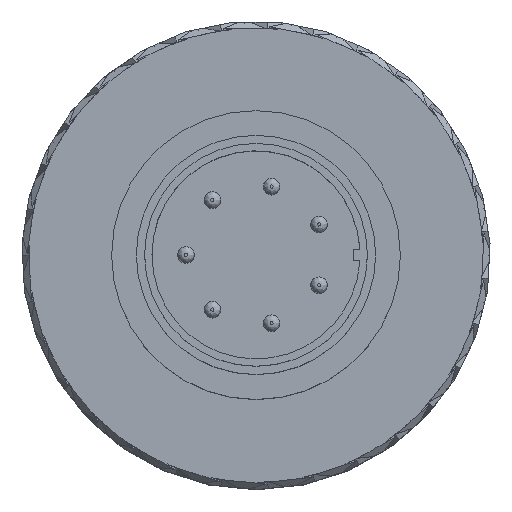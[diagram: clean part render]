
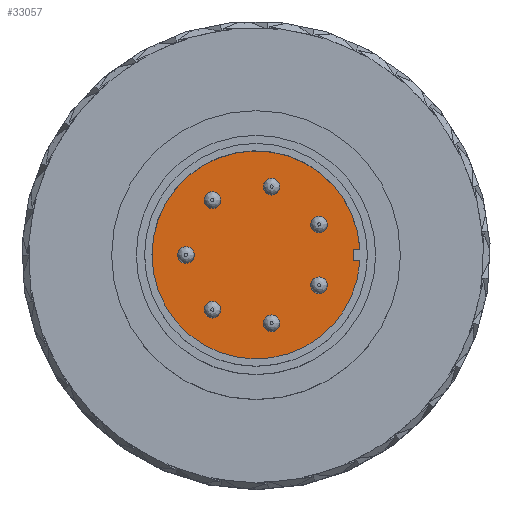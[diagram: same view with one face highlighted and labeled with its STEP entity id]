
A CAD part, top view. The second image highlights one B-rep face of the part: STEP entity #33057.
In plain terms, the highlighted planar face has unit normal (0, 0, 1).
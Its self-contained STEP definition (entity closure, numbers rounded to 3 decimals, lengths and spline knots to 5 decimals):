
#282=FACE_BOUND('',#4377,.T.);
#283=FACE_BOUND('',#4378,.T.);
#284=FACE_BOUND('',#4379,.T.);
#285=FACE_BOUND('',#4380,.T.);
#286=FACE_BOUND('',#4381,.T.);
#287=FACE_BOUND('',#4382,.T.);
#288=FACE_BOUND('',#4383,.T.);
#366=CIRCLE('',#36291,0.01);
#370=CIRCLE('',#36297,0.01);
#374=CIRCLE('',#36303,0.01);
#378=CIRCLE('',#36309,0.01);
#382=CIRCLE('',#36315,0.01);
#386=CIRCLE('',#36321,0.01);
#390=CIRCLE('',#36327,0.01);
#391=CIRCLE('',#36332,0.12612);
#2273=FACE_OUTER_BOUND('',#4376,.T.);
#4376=EDGE_LOOP('',(#29197,#29198,#29199,#29200));
#4377=EDGE_LOOP('',(#29201));
#4378=EDGE_LOOP('',(#29202));
#4379=EDGE_LOOP('',(#29203));
#4380=EDGE_LOOP('',(#29204));
#4381=EDGE_LOOP('',(#29205));
#4382=EDGE_LOOP('',(#29206));
#4383=EDGE_LOOP('',(#29207));
#7655=LINE('',#55859,#10936);
#7659=LINE('',#55867,#10940);
#7663=LINE('',#55878,#10944);
#10936=VECTOR('',#46072,0.3937);
#10940=VECTOR('',#46078,0.3937);
#10944=VECTOR('',#46090,0.3937);
#15220=VERTEX_POINT('',#55630);
#15223=VERTEX_POINT('',#55667);
#15226=VERTEX_POINT('',#55704);
#15229=VERTEX_POINT('',#55741);
#15232=VERTEX_POINT('',#55778);
#15235=VERTEX_POINT('',#55815);
#15238=VERTEX_POINT('',#55852);
#15239=VERTEX_POINT('',#55857);
#15240=VERTEX_POINT('',#55858);
#15243=VERTEX_POINT('',#55866);
#15245=VERTEX_POINT('',#55872);
#19865=EDGE_CURVE('',#15220,#15220,#366,.T.);
#19870=EDGE_CURVE('',#15223,#15223,#370,.T.);
#19875=EDGE_CURVE('',#15226,#15226,#374,.T.);
#19880=EDGE_CURVE('',#15229,#15229,#378,.T.);
#19885=EDGE_CURVE('',#15232,#15232,#382,.T.);
#19890=EDGE_CURVE('',#15235,#15235,#386,.T.);
#19895=EDGE_CURVE('',#15238,#15238,#390,.T.);
#19896=EDGE_CURVE('',#15239,#15240,#7655,.T.);
#19900=EDGE_CURVE('',#15240,#15243,#7659,.T.);
#19903=EDGE_CURVE('',#15243,#15245,#391,.T.);
#19906=EDGE_CURVE('',#15245,#15239,#7663,.T.);
#29197=ORIENTED_EDGE('',*,*,#19896,.T.);
#29198=ORIENTED_EDGE('',*,*,#19900,.T.);
#29199=ORIENTED_EDGE('',*,*,#19903,.T.);
#29200=ORIENTED_EDGE('',*,*,#19906,.T.);
#29201=ORIENTED_EDGE('',*,*,#19895,.T.);
#29202=ORIENTED_EDGE('',*,*,#19890,.T.);
#29203=ORIENTED_EDGE('',*,*,#19885,.T.);
#29204=ORIENTED_EDGE('',*,*,#19880,.T.);
#29205=ORIENTED_EDGE('',*,*,#19875,.T.);
#29206=ORIENTED_EDGE('',*,*,#19870,.T.);
#29207=ORIENTED_EDGE('',*,*,#19865,.T.);
#31175=PLANE('',#36335);
#33057=ADVANCED_FACE('',(#2273,#282,#283,#284,#285,#286,#287,#288),#31175,
 .T.);
#36291=AXIS2_PLACEMENT_3D('',#55632,#45988,#45989);
#36297=AXIS2_PLACEMENT_3D('',#55669,#46001,#46002);
#36303=AXIS2_PLACEMENT_3D('',#55706,#46014,#46015);
#36309=AXIS2_PLACEMENT_3D('',#55743,#46027,#46028);
#36315=AXIS2_PLACEMENT_3D('',#55780,#46040,#46041);
#36321=AXIS2_PLACEMENT_3D('',#55817,#46053,#46054);
#36327=AXIS2_PLACEMENT_3D('',#55854,#46066,#46067);
#36332=AXIS2_PLACEMENT_3D('',#55873,#46083,#46084);
#36335=AXIS2_PLACEMENT_3D('',#55880,#46092,#46093);
#45988=DIRECTION('center_axis',(0.,0.,-1.));
#45989=DIRECTION('ref_axis',(-1.,0.,0.));
#46001=DIRECTION('center_axis',(0.,0.,-1.));
#46002=DIRECTION('ref_axis',(-1.,0.,0.));
#46014=DIRECTION('center_axis',(0.,0.,-1.));
#46015=DIRECTION('ref_axis',(-1.,0.,0.));
#46027=DIRECTION('center_axis',(0.,0.,-1.));
#46028=DIRECTION('ref_axis',(-1.,0.,0.));
#46040=DIRECTION('center_axis',(0.,0.,-1.));
#46041=DIRECTION('ref_axis',(-1.,0.,0.));
#46053=DIRECTION('center_axis',(0.,0.,-1.));
#46054=DIRECTION('ref_axis',(-1.,0.,0.));
#46066=DIRECTION('center_axis',(0.,0.,-1.));
#46067=DIRECTION('ref_axis',(-1.,0.,0.));
#46072=DIRECTION('',(0.,1.,0.));
#46078=DIRECTION('',(1.,0.,0.));
#46083=DIRECTION('center_axis',(0.,0.,1.));
#46084=DIRECTION('ref_axis',(1.,0.,0.));
#46090=DIRECTION('',(-1.,0.,0.));
#46092=DIRECTION('center_axis',(0.,0.,1.));
#46093=DIRECTION('ref_axis',(1.,0.,0.));
#55630=CARTESIAN_POINT('',(-0.53063,0.45642,-0.082));
#55632=CARTESIAN_POINT('Origin',(-0.54063,0.45642,-0.082));
#55667=CARTESIAN_POINT('',(-0.47304,0.57601,-0.082));
#55669=CARTESIAN_POINT('Origin',(-0.48304,0.57601,-0.082));
#55704=CARTESIAN_POINT('',(-0.60245,0.60555,-0.082));
#55706=CARTESIAN_POINT('Origin',(-0.61245,0.60555,-0.082));
#55741=CARTESIAN_POINT('',(-0.60245,0.47281,-0.082));
#55743=CARTESIAN_POINT('Origin',(-0.61245,0.47281,-0.082));
#55778=CARTESIAN_POINT('',(-0.63441,0.53918,-0.082));
#55780=CARTESIAN_POINT('Origin',(-0.64441,0.53918,-0.082));
#55815=CARTESIAN_POINT('',(-0.53063,0.62194,-0.082));
#55817=CARTESIAN_POINT('Origin',(-0.54063,0.62194,-0.082));
#55852=CARTESIAN_POINT('',(-0.47304,0.50235,-0.082));
#55854=CARTESIAN_POINT('Origin',(-0.48304,0.50235,-0.082));
#55857=CARTESIAN_POINT('',(-0.44138,0.53218,-0.082));
#55858=CARTESIAN_POINT('',(-0.44138,0.54618,-0.082));
#55859=CARTESIAN_POINT('',(-0.44138,0.53218,-0.082));
#55866=CARTESIAN_POINT('',(-0.4336,0.54618,-0.082));
#55867=CARTESIAN_POINT('',(-0.44138,0.54618,-0.082));
#55872=CARTESIAN_POINT('',(-0.4336,0.53218,-0.082));
#55873=CARTESIAN_POINT('Origin',(-0.55952,0.53918,-0.082));
#55878=CARTESIAN_POINT('',(-0.4336,0.53218,-0.082));
#55880=CARTESIAN_POINT('Origin',(-0.54602,0.53918,-0.082));
